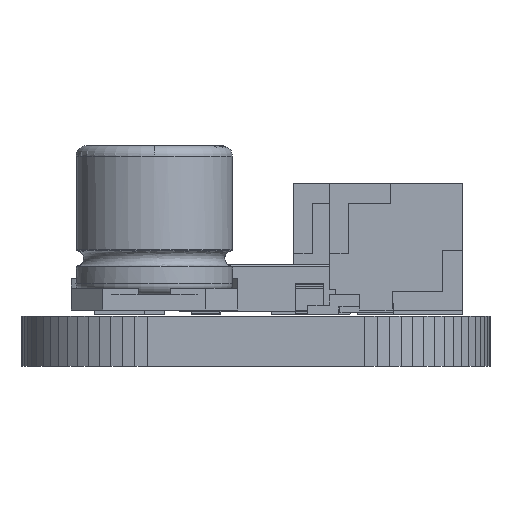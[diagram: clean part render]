
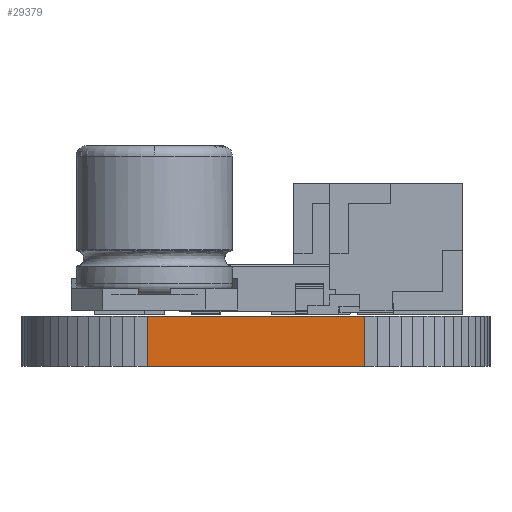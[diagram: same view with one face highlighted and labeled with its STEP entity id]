
A CAD part, left-side view. The second image highlights one B-rep face of the part: STEP entity #29379.
In plain terms, the highlighted planar face has unit normal (-1, 0, 0).
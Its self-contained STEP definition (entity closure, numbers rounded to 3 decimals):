
#24801 = PLANE('',#24802);
#24802 = AXIS2_PLACEMENT_3D('',#24803,#24804,#24805);
#24803 = CARTESIAN_POINT('',(0.,0.,1.6
    ));
#24804 = DIRECTION('',(-0.,-0.,-1.));
#24805 = DIRECTION('',(-1.,0.,0.));
#24855 = PLANE('',#24856);
#24856 = AXIS2_PLACEMENT_3D('',#24857,#24858,#24859);
#24857 = CARTESIAN_POINT('',(0.,0.,0.)
  );
#24858 = DIRECTION('',(-0.,-0.,-1.));
#24859 = DIRECTION('',(-1.,0.,0.));
#26308 = VERTEX_POINT('',#26309);
#26309 = CARTESIAN_POINT('',(-42.,-3.475,0.));
#26323 = PLANE('',#26324);
#26324 = AXIS2_PLACEMENT_3D('',#26325,#26326,#26327);
#26325 = CARTESIAN_POINT('',(-41.981,-3.867,0.));
#26326 = DIRECTION('',(-0.999,-0.049,0.));
#26327 = DIRECTION('',(-0.049,0.999,0.));
#26335 = EDGE_CURVE('',#26308,#26336,#26338,.T.);
#26336 = VERTEX_POINT('',#26337);
#26337 = CARTESIAN_POINT('',(-42.,3.475,0.));
#26338 = SURFACE_CURVE('',#26339,(#26343,#26350),.PCURVE_S1.);
#26339 = LINE('',#26340,#26341);
#26340 = CARTESIAN_POINT('',(-42.,-3.475,0.));
#26341 = VECTOR('',#26342,1.);
#26342 = DIRECTION('',(0.,1.,0.));
#26343 = PCURVE('',#24855,#26344);
#26344 = DEFINITIONAL_REPRESENTATION('',(#26345),#26349);
#26345 = LINE('',#26346,#26347);
#26346 = CARTESIAN_POINT('',(42.,-3.475));
#26347 = VECTOR('',#26348,1.);
#26348 = DIRECTION('',(0.,1.));
#26349 = ( GEOMETRIC_REPRESENTATION_CONTEXT(2) 
PARAMETRIC_REPRESENTATION_CONTEXT() REPRESENTATION_CONTEXT('2D SPACE',''
  ) );
#26350 = PCURVE('',#26351,#26356);
#26351 = PLANE('',#26352);
#26352 = AXIS2_PLACEMENT_3D('',#26353,#26354,#26355);
#26353 = CARTESIAN_POINT('',(-42.,-3.475,0.));
#26354 = DIRECTION('',(-1.,0.,0.));
#26355 = DIRECTION('',(0.,1.,0.));
#26356 = DEFINITIONAL_REPRESENTATION('',(#26357),#26361);
#26357 = LINE('',#26358,#26359);
#26358 = CARTESIAN_POINT('',(0.,0.));
#26359 = VECTOR('',#26360,1.);
#26360 = DIRECTION('',(1.,0.));
#26361 = ( GEOMETRIC_REPRESENTATION_CONTEXT(2) 
PARAMETRIC_REPRESENTATION_CONTEXT() REPRESENTATION_CONTEXT('2D SPACE',''
  ) );
#26379 = PLANE('',#26380);
#26380 = AXIS2_PLACEMENT_3D('',#26381,#26382,#26383);
#26381 = CARTESIAN_POINT('',(-42.,3.475,0.));
#26382 = DIRECTION('',(-0.999,0.049,0.));
#26383 = DIRECTION('',(0.049,0.999,0.));
#27967 = VERTEX_POINT('',#27968);
#27968 = CARTESIAN_POINT('',(-42.,-3.475,1.6));
#27989 = EDGE_CURVE('',#27967,#27990,#27992,.T.);
#27990 = VERTEX_POINT('',#27991);
#27991 = CARTESIAN_POINT('',(-42.,3.475,1.6));
#27992 = SURFACE_CURVE('',#27993,(#27997,#28004),.PCURVE_S1.);
#27993 = LINE('',#27994,#27995);
#27994 = CARTESIAN_POINT('',(-42.,-3.475,1.6));
#27995 = VECTOR('',#27996,1.);
#27996 = DIRECTION('',(0.,1.,0.));
#27997 = PCURVE('',#24801,#27998);
#27998 = DEFINITIONAL_REPRESENTATION('',(#27999),#28003);
#27999 = LINE('',#28000,#28001);
#28000 = CARTESIAN_POINT('',(42.,-3.475));
#28001 = VECTOR('',#28002,1.);
#28002 = DIRECTION('',(0.,1.));
#28003 = ( GEOMETRIC_REPRESENTATION_CONTEXT(2) 
PARAMETRIC_REPRESENTATION_CONTEXT() REPRESENTATION_CONTEXT('2D SPACE',''
  ) );
#28004 = PCURVE('',#26351,#28005);
#28005 = DEFINITIONAL_REPRESENTATION('',(#28006),#28010);
#28006 = LINE('',#28007,#28008);
#28007 = CARTESIAN_POINT('',(0.,-1.6));
#28008 = VECTOR('',#28009,1.);
#28009 = DIRECTION('',(1.,0.));
#28010 = ( GEOMETRIC_REPRESENTATION_CONTEXT(2) 
PARAMETRIC_REPRESENTATION_CONTEXT() REPRESENTATION_CONTEXT('2D SPACE',''
  ) );
#29329 = EDGE_CURVE('',#26336,#27990,#29330,.T.);
#29330 = SURFACE_CURVE('',#29331,(#29335,#29342),.PCURVE_S1.);
#29331 = LINE('',#29332,#29333);
#29332 = CARTESIAN_POINT('',(-42.,3.475,0.));
#29333 = VECTOR('',#29334,1.);
#29334 = DIRECTION('',(0.,0.,1.));
#29335 = PCURVE('',#26379,#29336);
#29336 = DEFINITIONAL_REPRESENTATION('',(#29337),#29341);
#29337 = LINE('',#29338,#29339);
#29338 = CARTESIAN_POINT('',(0.,0.));
#29339 = VECTOR('',#29340,1.);
#29340 = DIRECTION('',(0.,-1.));
#29341 = ( GEOMETRIC_REPRESENTATION_CONTEXT(2) 
PARAMETRIC_REPRESENTATION_CONTEXT() REPRESENTATION_CONTEXT('2D SPACE',''
  ) );
#29342 = PCURVE('',#26351,#29343);
#29343 = DEFINITIONAL_REPRESENTATION('',(#29344),#29348);
#29344 = LINE('',#29345,#29346);
#29345 = CARTESIAN_POINT('',(6.95,0.));
#29346 = VECTOR('',#29347,1.);
#29347 = DIRECTION('',(0.,-1.));
#29348 = ( GEOMETRIC_REPRESENTATION_CONTEXT(2) 
PARAMETRIC_REPRESENTATION_CONTEXT() REPRESENTATION_CONTEXT('2D SPACE',''
  ) );
#29379 = ADVANCED_FACE('',(#29380),#26351,.T.);
#29380 = FACE_BOUND('',#29381,.T.);
#29381 = EDGE_LOOP('',(#29382,#29403,#29404,#29405));
#29382 = ORIENTED_EDGE('',*,*,#29383,.T.);
#29383 = EDGE_CURVE('',#26308,#27967,#29384,.T.);
#29384 = SURFACE_CURVE('',#29385,(#29389,#29396),.PCURVE_S1.);
#29385 = LINE('',#29386,#29387);
#29386 = CARTESIAN_POINT('',(-42.,-3.475,0.));
#29387 = VECTOR('',#29388,1.);
#29388 = DIRECTION('',(0.,0.,1.));
#29389 = PCURVE('',#26351,#29390);
#29390 = DEFINITIONAL_REPRESENTATION('',(#29391),#29395);
#29391 = LINE('',#29392,#29393);
#29392 = CARTESIAN_POINT('',(0.,0.));
#29393 = VECTOR('',#29394,1.);
#29394 = DIRECTION('',(0.,-1.));
#29395 = ( GEOMETRIC_REPRESENTATION_CONTEXT(2) 
PARAMETRIC_REPRESENTATION_CONTEXT() REPRESENTATION_CONTEXT('2D SPACE',''
  ) );
#29396 = PCURVE('',#26323,#29397);
#29397 = DEFINITIONAL_REPRESENTATION('',(#29398),#29402);
#29398 = LINE('',#29399,#29400);
#29399 = CARTESIAN_POINT('',(0.393,0.));
#29400 = VECTOR('',#29401,1.);
#29401 = DIRECTION('',(0.,-1.));
#29402 = ( GEOMETRIC_REPRESENTATION_CONTEXT(2) 
PARAMETRIC_REPRESENTATION_CONTEXT() REPRESENTATION_CONTEXT('2D SPACE',''
  ) );
#29403 = ORIENTED_EDGE('',*,*,#27989,.T.);
#29404 = ORIENTED_EDGE('',*,*,#29329,.F.);
#29405 = ORIENTED_EDGE('',*,*,#26335,.F.);
